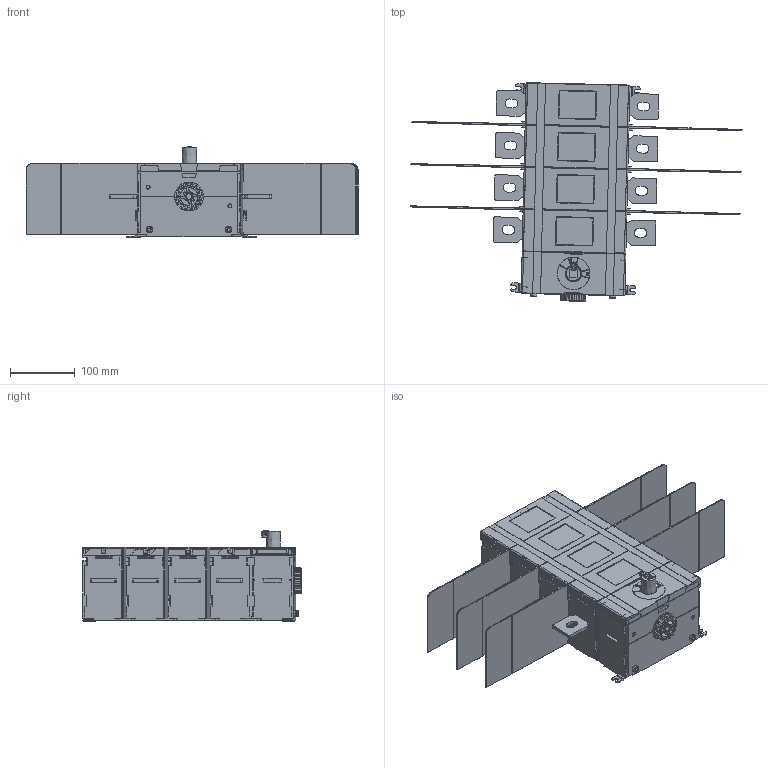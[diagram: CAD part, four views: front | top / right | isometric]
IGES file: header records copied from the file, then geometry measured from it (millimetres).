
Start section:  PTC IGES file: ot600u40_igs.igs
Global section: file name: ot600u40_igs.igs; native system: Creo Parametric by PTC Inc.; preprocessor: 2017480; author: FIALBJO; organization: Unknown; date: 20180810.141919; units: millimetre
Bounding box: 511.96 x 337.25 x 140 mm (x, y, z)
Volume: 6094116.2 mm3; surface area: 553585.3 mm2
Topology: 34 solids, 44 shells, 4355 faces, 11873 edges, 7614 vertices
Faces by surface type: bspline 2788, revolution 1559, extrusion 8
